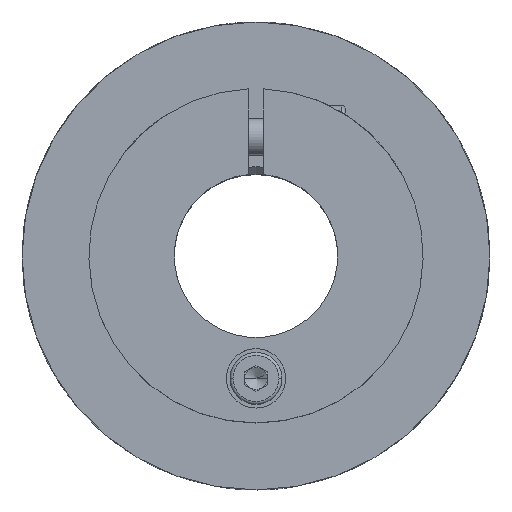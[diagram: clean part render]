
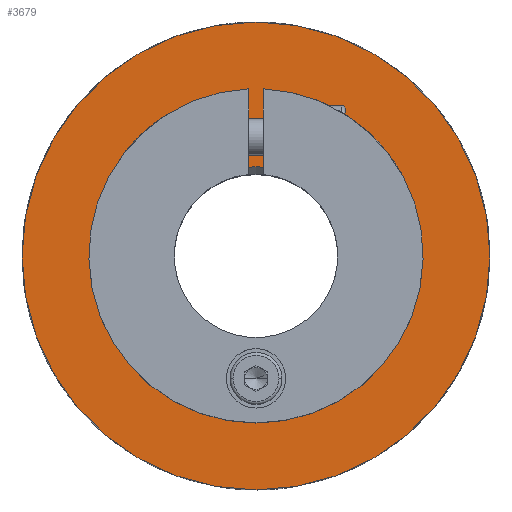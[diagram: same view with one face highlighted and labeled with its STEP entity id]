
A CAD part, top view. The second image highlights one B-rep face of the part: STEP entity #3679.
In plain terms, the highlighted planar face has unit normal (0, 0, 1).
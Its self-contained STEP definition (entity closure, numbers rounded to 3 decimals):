
#48 = EDGE_CURVE ( 'NONE', #1258, #643, #3236, .T. ) ;
#157 = DIRECTION ( 'NONE',  ( 0., 0., 1. ) ) ;
#199 = AXIS2_PLACEMENT_3D ( 'NONE', #2788, #157, #3220 ) ;
#337 = ORIENTED_EDGE ( 'NONE', *, *, #4081, .T. ) ;
#368 = DIRECTION ( 'NONE',  ( 1., 0., 0. ) ) ;
#388 = ORIENTED_EDGE ( 'NONE', *, *, #4073, .T. ) ;
#445 = FACE_OUTER_BOUND ( 'NONE', #1493, .T. ) ;
#496 = PLANE ( 'NONE',  #670 ) ;
#541 = ORIENTED_EDGE ( 'NONE', *, *, #4364, .T. ) ;
#643 = VERTEX_POINT ( 'NONE', #3434 ) ;
#670 = AXIS2_PLACEMENT_3D ( 'NONE', #2021, #1635, #2403 ) ;
#906 = DIRECTION ( 'NONE',  ( 0., 0., 1. ) ) ;
#960 = AXIS2_PLACEMENT_3D ( 'NONE', #4825, #1769, #4080 ) ;
#989 = CARTESIAN_POINT ( 'NONE',  ( -1.65, -16.5, 0. ) ) ;
#1135 = CARTESIAN_POINT ( 'NONE',  ( -12.025, 0., 0. ) ) ;
#1245 = CARTESIAN_POINT ( 'NONE',  ( 12.025, 0., 0. ) ) ;
#1258 = VERTEX_POINT ( 'NONE', #989 ) ;
#1337 = AXIS2_PLACEMENT_3D ( 'NONE', #4682, #3458, #2817 ) ;
#1420 = CIRCLE ( 'NONE', #1337, 12.025 ) ;
#1463 = EDGE_LOOP ( 'NONE', ( #2697, #2169 ) ) ;
#1493 = EDGE_LOOP ( 'NONE', ( #3433, #337 ) ) ;
#1502 = VERTEX_POINT ( 'NONE', #1135 ) ;
#1539 = DIRECTION ( 'NONE',  ( -1., 0., 0. ) ) ;
#1548 = EDGE_LOOP ( 'NONE', ( #388, #541 ) ) ;
#1550 = CIRCLE ( 'NONE', #3422, 31.5 ) ;
#1557 = CIRCLE ( 'NONE', #1716, 12.025 ) ;
#1635 = DIRECTION ( 'NONE',  ( 0., 0., -1. ) ) ;
#1716 = AXIS2_PLACEMENT_3D ( 'NONE', #2304, #3843, #1539 ) ;
#1769 = DIRECTION ( 'NONE',  ( 0., 0., 1. ) ) ;
#1805 = CIRCLE ( 'NONE', #4624, 31.5 ) ;
#2021 = CARTESIAN_POINT ( 'NONE',  ( 0., 11.025, 0. ) ) ;
#2169 = ORIENTED_EDGE ( 'NONE', *, *, #48, .F. ) ;
#2304 = CARTESIAN_POINT ( 'NONE',  ( 0., 0., 0. ) ) ;
#2355 = EDGE_CURVE ( 'NONE', #4590, #3211, #1550, .T. ) ;
#2403 = DIRECTION ( 'NONE',  ( -1., 0., 0. ) ) ;
#2454 = CARTESIAN_POINT ( 'NONE',  ( 0., 0., 0. ) ) ;
#2697 = ORIENTED_EDGE ( 'NONE', *, *, #4427, .F. ) ;
#2788 = CARTESIAN_POINT ( 'NONE',  ( 0., -16.5, 0. ) ) ;
#2817 = DIRECTION ( 'NONE',  ( -1., 0., 0. ) ) ;
#2864 = CIRCLE ( 'NONE', #199, 1.65 ) ;
#3016 = DIRECTION ( 'NONE',  ( 0., 0., 1. ) ) ;
#3211 = VERTEX_POINT ( 'NONE', #3669 ) ;
#3220 = DIRECTION ( 'NONE',  ( 1., 0., 0. ) ) ;
#3236 = CIRCLE ( 'NONE', #960, 1.65 ) ;
#3408 = VERTEX_POINT ( 'NONE', #1245 ) ;
#3422 = AXIS2_PLACEMENT_3D ( 'NONE', #3488, #3016, #4239 ) ;
#3433 = ORIENTED_EDGE ( 'NONE', *, *, #2355, .T. ) ;
#3434 = CARTESIAN_POINT ( 'NONE',  ( 1.65, -16.5, 0. ) ) ;
#3458 = DIRECTION ( 'NONE',  ( 0., 0., -1. ) ) ;
#3488 = CARTESIAN_POINT ( 'NONE',  ( 0., 0., 0. ) ) ;
#3522 = FACE_BOUND ( 'NONE', #1463, .T. ) ;
#3669 = CARTESIAN_POINT ( 'NONE',  ( -31.5, 0., 0. ) ) ;
#3679 = ADVANCED_FACE ( 'NONE', ( #3522, #3916, #445 ), #496, .F. ) ;
#3843 = DIRECTION ( 'NONE',  ( 0., 0., -1. ) ) ;
#3916 = FACE_BOUND ( 'NONE', #1548, .T. ) ;
#4073 = EDGE_CURVE ( 'NONE', #3408, #1502, #1420, .T. ) ;
#4080 = DIRECTION ( 'NONE',  ( 1., 0., 0. ) ) ;
#4081 = EDGE_CURVE ( 'NONE', #3211, #4590, #1805, .T. ) ;
#4239 = DIRECTION ( 'NONE',  ( 1., 0., 0. ) ) ;
#4364 = EDGE_CURVE ( 'NONE', #1502, #3408, #1557, .T. ) ;
#4427 = EDGE_CURVE ( 'NONE', #643, #1258, #2864, .T. ) ;
#4432 = CARTESIAN_POINT ( 'NONE',  ( 31.5, 0., 0. ) ) ;
#4590 = VERTEX_POINT ( 'NONE', #4432 ) ;
#4624 = AXIS2_PLACEMENT_3D ( 'NONE', #2454, #906, #368 ) ;
#4682 = CARTESIAN_POINT ( 'NONE',  ( 0., 0., 0. ) ) ;
#4825 = CARTESIAN_POINT ( 'NONE',  ( 0., -16.5, 0. ) ) ;
